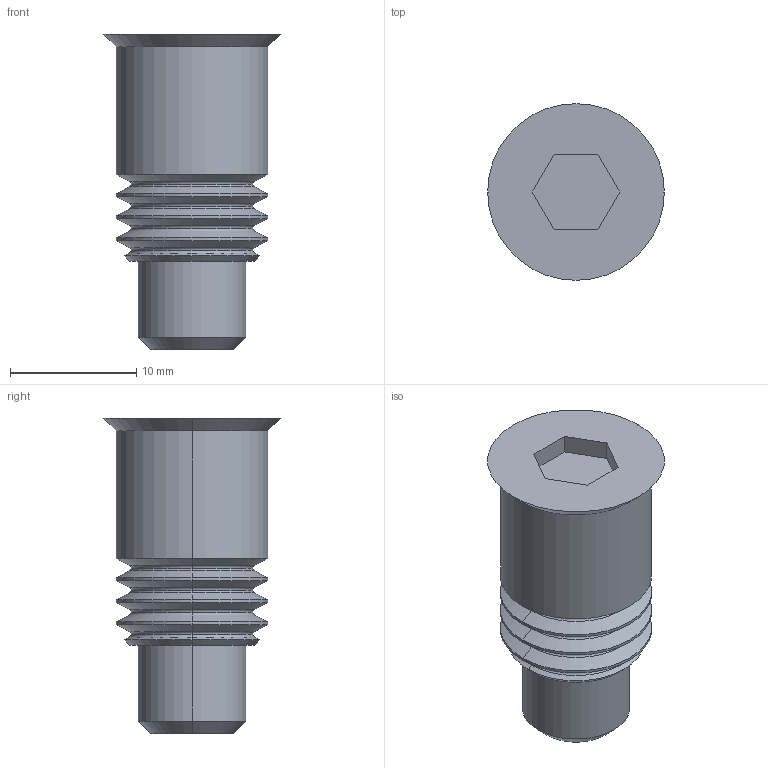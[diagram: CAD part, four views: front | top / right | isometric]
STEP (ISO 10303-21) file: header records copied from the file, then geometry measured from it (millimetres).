
FILE_DESCRIPTION(('STEP AP214'),'1');
FILE_NAME(' ',' ',('TraceParts'),('TraceParts S.A.'),'XStep 1.0',' ',' ');
FILE_SCHEMA(('automotive_design'));
Length unit declared in the file: millimetre
Products named in the file (1): 1
Bounding box: 14 x 14 x 25 mm (x, y, z)
Volume: 2234.6 mm3; surface area: 1281.2 mm2
Topology: 1 solids, 1 shells, 58 faces, 118 edges, 64 vertices
Faces by surface type: cone 22, torus 16, cylinder 10, plane 10
Entity records: 2896 total; most frequent: DIRECTION 304, STYLED_ITEM 241, PRESENTATION_STYLE_ASSIGNMENT 241, CARTESIAN_POINT 241, COLOUR_RGB 241, ORIENTED_EDGE 236, AXIS2_PLACEMENT_3D 127, EDGE_CURVE 118
